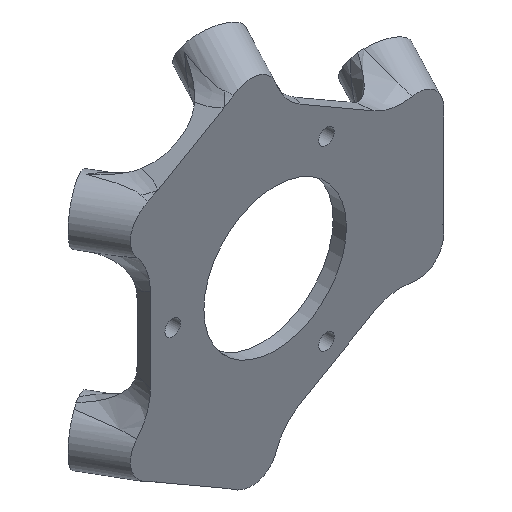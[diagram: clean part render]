
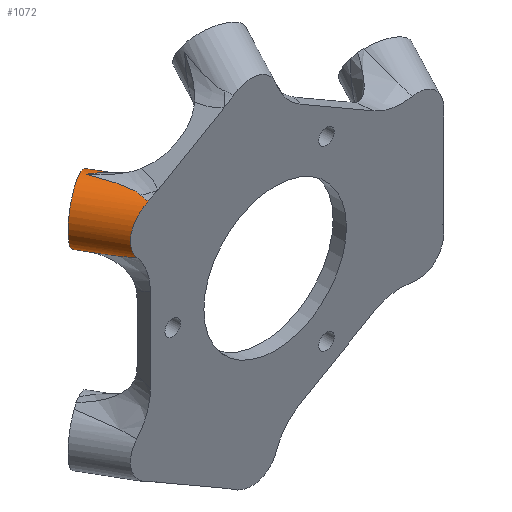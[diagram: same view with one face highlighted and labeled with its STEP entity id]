
A CAD part, isometric view. The second image highlights one B-rep face of the part: STEP entity #1072.
In plain terms, the highlighted cylindrical face has radius 6.5 mm (diameter 13 mm), a partial arc.
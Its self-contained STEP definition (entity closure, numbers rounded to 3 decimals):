
#39=B_SPLINE_CURVE_WITH_KNOTS('',3,(#2023,#2024,#2025,#2026),
 .UNSPECIFIED.,.F.,.F.,(4,4),(0.225,0.572),
 .UNSPECIFIED.);
#40=B_SPLINE_CURVE_WITH_KNOTS('',3,(#2030,#2031,#2032,#2033),
 .UNSPECIFIED.,.F.,.F.,(4,4),(-1.137,-0.799),
 .UNSPECIFIED.);
#41=B_SPLINE_CURVE_WITH_KNOTS('',3,(#2039,#2040,#2041,#2042,#2043),
 .UNSPECIFIED.,.F.,.F.,(4,1,4),(0.,0.15,0.26),
 .UNSPECIFIED.);
#111=CYLINDRICAL_SURFACE('',#1170,6.5);
#145=CIRCLE('',#1171,6.5);
#178=FACE_OUTER_BOUND('',#241,.T.);
#241=EDGE_LOOP('',(#770,#771,#772,#773,#774,#775,#776,#777));
#369=ELLIPSE('',#1169,11.06,6.5);
#370=ELLIPSE('',#1172,29.309,6.5);
#371=ELLIPSE('',#1173,7.506,6.5);
#372=ELLIPSE('',#1174,64.234,6.5);
#443=VERTEX_POINT('',#1997);
#444=VERTEX_POINT('',#2002);
#446=VERTEX_POINT('',#2022);
#447=VERTEX_POINT('',#2027);
#448=VERTEX_POINT('',#2029);
#449=VERTEX_POINT('',#2034);
#450=VERTEX_POINT('',#2036);
#451=VERTEX_POINT('',#2038);
#576=EDGE_CURVE('',#443,#444,#369,.T.);
#579=EDGE_CURVE('',#446,#444,#39,.T.);
#580=EDGE_CURVE('',#447,#443,#145,.T.);
#581=EDGE_CURVE('',#447,#448,#40,.T.);
#582=EDGE_CURVE('',#449,#448,#370,.T.);
#583=EDGE_CURVE('',#449,#450,#371,.T.);
#584=EDGE_CURVE('',#451,#450,#41,.T.);
#585=EDGE_CURVE('',#446,#451,#372,.T.);
#770=ORIENTED_EDGE('',*,*,#579,.T.);
#771=ORIENTED_EDGE('',*,*,#576,.F.);
#772=ORIENTED_EDGE('',*,*,#580,.F.);
#773=ORIENTED_EDGE('',*,*,#581,.T.);
#774=ORIENTED_EDGE('',*,*,#582,.F.);
#775=ORIENTED_EDGE('',*,*,#583,.T.);
#776=ORIENTED_EDGE('',*,*,#584,.F.);
#777=ORIENTED_EDGE('',*,*,#585,.F.);
#1072=ADVANCED_FACE('',(#178),#111,.T.);
#1169=AXIS2_PLACEMENT_3D('',#2003,#1330,#1331);
#1170=AXIS2_PLACEMENT_3D('',#2021,#1332,#1333);
#1171=AXIS2_PLACEMENT_3D('',#2028,#1334,#1335);
#1172=AXIS2_PLACEMENT_3D('',#2035,#1336,#1337);
#1173=AXIS2_PLACEMENT_3D('',#2037,#1338,#1339);
#1174=AXIS2_PLACEMENT_3D('',#2044,#1340,#1341);
#1330=DIRECTION('center_axis',(-0.407,-0.913,0.));
#1331=DIRECTION('ref_axis',(0.913,-0.407,0.));
#1332=DIRECTION('center_axis',(-0.5,0.866,0.));
#1333=DIRECTION('ref_axis',(0.193,0.111,0.975));
#1334=DIRECTION('center_axis',(-0.5,0.866,0.));
#1335=DIRECTION('ref_axis',(0.,0.,1.));
#1336=DIRECTION('center_axis',(0.955,0.295,0.));
#1337=DIRECTION('ref_axis',(0.295,-0.955,0.));
#1338=DIRECTION('center_axis',(0.,1.,0.));
#1339=DIRECTION('ref_axis',(1.,0.,0.));
#1340=DIRECTION('center_axis',(0.436,0.135,-0.89));
#1341=DIRECTION('ref_axis',(0.458,-0.884,0.091));
#1997=CARTESIAN_POINT('',(-32.09,12.072,15.001));
#2002=CARTESIAN_POINT('',(-30.84,11.515,27.962));
#2003=CARTESIAN_POINT('Origin',(-31.928,12.,21.5));
#2021=CARTESIAN_POINT('Origin',(-25.,0.,21.5));
#2022=CARTESIAN_POINT('',(-28.504,3.,27.816));
#2023=CARTESIAN_POINT('Ctrl Pts',(-28.506,3.001,27.816));
#2024=CARTESIAN_POINT('Ctrl Pts',(-28.7,4.796,27.992));
#2025=CARTESIAN_POINT('Ctrl Pts',(-29.49,7.685,28.043));
#2026=CARTESIAN_POINT('Ctrl Pts',(-30.84,11.515,27.962));
#2027=CARTESIAN_POINT('',(-34.364,10.76,15.601));
#2028=CARTESIAN_POINT('Origin',(-32.,12.124,21.5));
#2029=CARTESIAN_POINT('',(-31.964,3.,16.839));
#2030=CARTESIAN_POINT('Ctrl Pts',(-34.364,10.76,15.601));
#2031=CARTESIAN_POINT('Ctrl Pts',(-33.478,7.897,15.909));
#2032=CARTESIAN_POINT('Ctrl Pts',(-32.664,5.264,16.33));
#2033=CARTESIAN_POINT('Ctrl Pts',(-31.964,3.001,16.84));
#2034=CARTESIAN_POINT('',(-31.036,0.,17.636));
#2035=CARTESIAN_POINT('Origin',(-38.,22.517,21.5));
#2036=CARTESIAN_POINT('',(-28.397,0.,27.296));
#2037=CARTESIAN_POINT('Origin',(-25.,0.,21.5));
#2038=CARTESIAN_POINT('',(-28.493,1.681,27.622));
#2039=CARTESIAN_POINT('Ctrl Pts',(-28.493,1.681,27.622));
#2040=CARTESIAN_POINT('Ctrl Pts',(-28.533,1.414,27.562));
#2041=CARTESIAN_POINT('Ctrl Pts',(-28.584,0.924,27.445));
#2042=CARTESIAN_POINT('Ctrl Pts',(-28.513,0.315,27.325));
#2043=CARTESIAN_POINT('Ctrl Pts',(-28.397,0.,
27.296));
#2044=CARTESIAN_POINT('Origin',(-58.32,57.712,21.5));
